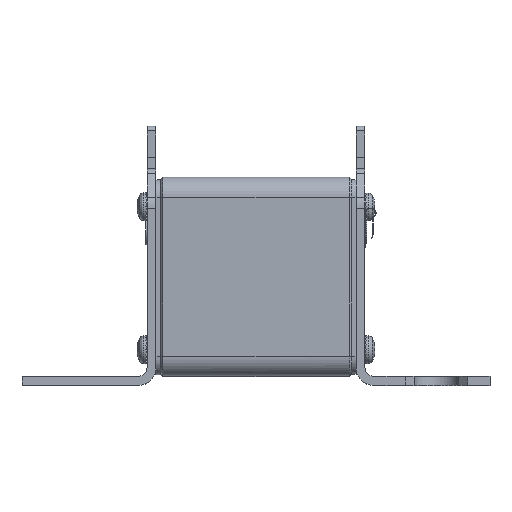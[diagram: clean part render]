
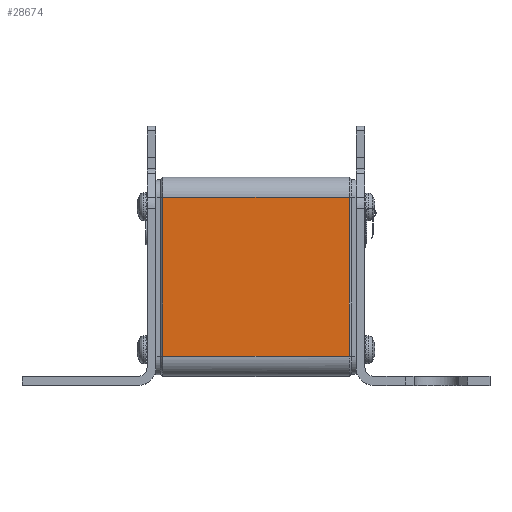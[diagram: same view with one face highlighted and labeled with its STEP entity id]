
A CAD part, top view. The second image highlights one B-rep face of the part: STEP entity #28674.
In plain terms, the highlighted free-form (B-spline) face has degree [1, 1] with [2, 2] control points.
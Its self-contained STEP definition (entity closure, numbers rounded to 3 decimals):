
#24130=CARTESIAN_POINT('V194',(-20.9,
   17.8,14.75));
#24131=VERTEX_POINT('V194',#24130);
#24147=CARTESIAN_POINT('V198',(20.9,17.8,
   14.75));
#24148=VERTEX_POINT('V198',#24147);
#24149=CARTESIAN_POINT('E319',(-20.9,
   17.8,14.75));
#24150=CARTESIAN_POINT('E319',(20.9,17.8,
   14.75));
#24151=QUASI_UNIFORM_CURVE('E319',1,(#24149,#24150),.POLYLINE_FORM.,
   .F.,.U.);
#24152=EDGE_CURVE('E319',#24131,#24148,#24151,.T.);
#28315=CARTESIAN_POINT('V197',(20.9,
   -17.8,14.75));
#28316=VERTEX_POINT('V197',#28315);
#28328=CARTESIAN_POINT('E318',(20.9,17.8,
   14.75));
#28329=CARTESIAN_POINT('E318',(20.9,
   -17.8,14.75));
#28330=QUASI_UNIFORM_CURVE('E318',1,(#28328,#28329),.POLYLINE_FORM.,
   .F.,.U.);
#28331=EDGE_CURVE('E318',#24148,#28316,#28330,.T.);
#28635=CARTESIAN_POINT('V196',(-20.9,
   -17.8,14.75));
#28636=VERTEX_POINT('V196',#28635);
#28637=CARTESIAN_POINT('E317',(20.9,
   -17.8,14.75));
#28638=CARTESIAN_POINT('E317',(-20.9,
   -17.8,14.75));
#28639=QUASI_UNIFORM_CURVE('E317',1,(#28637,#28638),.POLYLINE_FORM.,
   .F.,.U.);
#28640=EDGE_CURVE('E317',#28316,#28636,#28639,.T.);
#28659=CARTESIAN_POINT('F116',(-22.99,
   -19.58,14.75));
#28660=CARTESIAN_POINT('F116',(22.99,
   -19.58,14.75));
#28661=CARTESIAN_POINT('F116',(-22.99,
   19.58,14.75));
#28662=CARTESIAN_POINT('F116',(22.99,19.58,
   14.75));
#28663=B_SPLINE_SURFACE_WITH_KNOTS('F116',1,1,((#28659,#28661),(
   #28660,#28662)),.PLANE_SURF.,.F.,.F.,.U.,(2,2),(2,2),(0.0,
   1.174),(0.0,1.0),.UNSPECIFIED.);
#28664=CARTESIAN_POINT('E316',(-20.9,
   17.8,14.75));
#28665=CARTESIAN_POINT('E316',(-20.9,
   -17.8,14.75));
#28666=QUASI_UNIFORM_CURVE('E316',1,(#28664,#28665),.POLYLINE_FORM.,
   .F.,.U.);
#28667=EDGE_CURVE('E316',#24131,#28636,#28666,.T.);
#28668=ORIENTED_EDGE('E316',*,*,#28667,.T.);
#28669=ORIENTED_EDGE('E317',*,*,#28640,.F.);
#28670=ORIENTED_EDGE('F117',*,*,#28331,.F.);
#28671=ORIENTED_EDGE('E319',*,*,#24152,.F.);
#28672=EDGE_LOOP('F116',(#28668,#28669,#28670,#28671));
#28673=FACE_OUTER_BOUND('F116',#28672,.T.);
#28674=ADVANCED_FACE('F116',(#28673),#28663,.T.);
